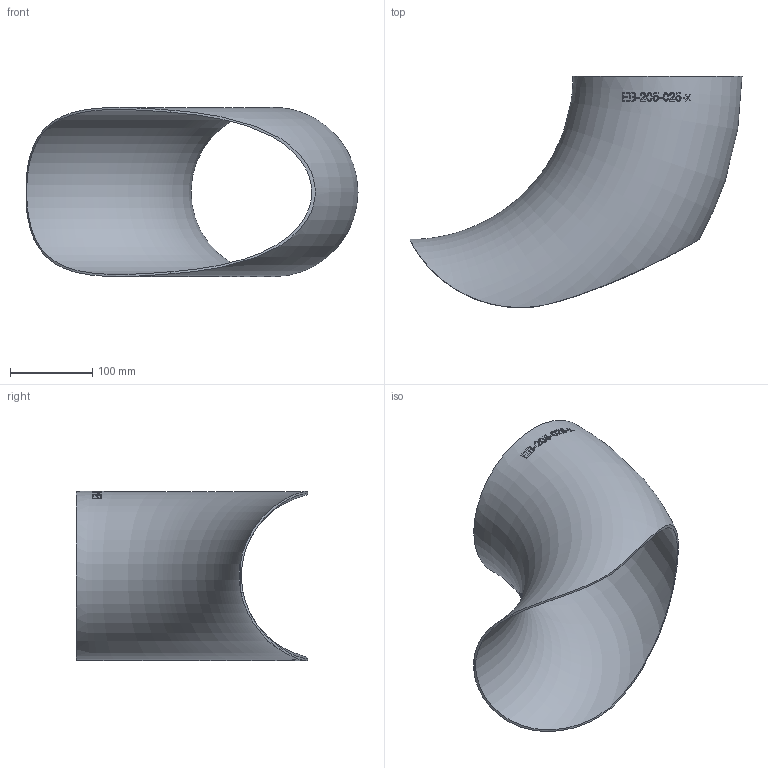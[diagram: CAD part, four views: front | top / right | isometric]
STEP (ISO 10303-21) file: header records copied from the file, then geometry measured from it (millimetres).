
FILE_DESCRIPTION (( 'STEP AP214' ), '1' );
FILE_NAME ('EB-205-025-x Einschweissbogen 2210.STEP', '2022-10-19T08:51:56', ( '' ), ( '' ), 'SwSTEP 2.0', 'SolidWorks 2019', '' );
FILE_SCHEMA (( 'AUTOMOTIVE_DESIGN' ));
Length unit declared in the file: millimetre
Products named in the file (1): EB-205-025-x Einschweissbogen 2210
Bounding box: 402.5 x 280.23 x 205.04 mm (x, y, z)
Volume: 476126.7 mm3; surface area: 385882.7 mm2
Topology: 1 solids, 1 shells, 158 faces, 426 edges, 285 vertices
Faces by surface type: bspline 137, torus 18, plane 2, cylinder 1
Entity records: 26465 total; most frequent: CARTESIAN_POINT 22077, ORIENTED_EDGE 844, EDGE_CURVE 422, B_SPLINE_CURVE_WITH_KNOTS 416, VERTEX_POINT 283, EDGE_LOOP 177, FACE_OUTER_BOUND 160, ADVANCED_FACE 158
